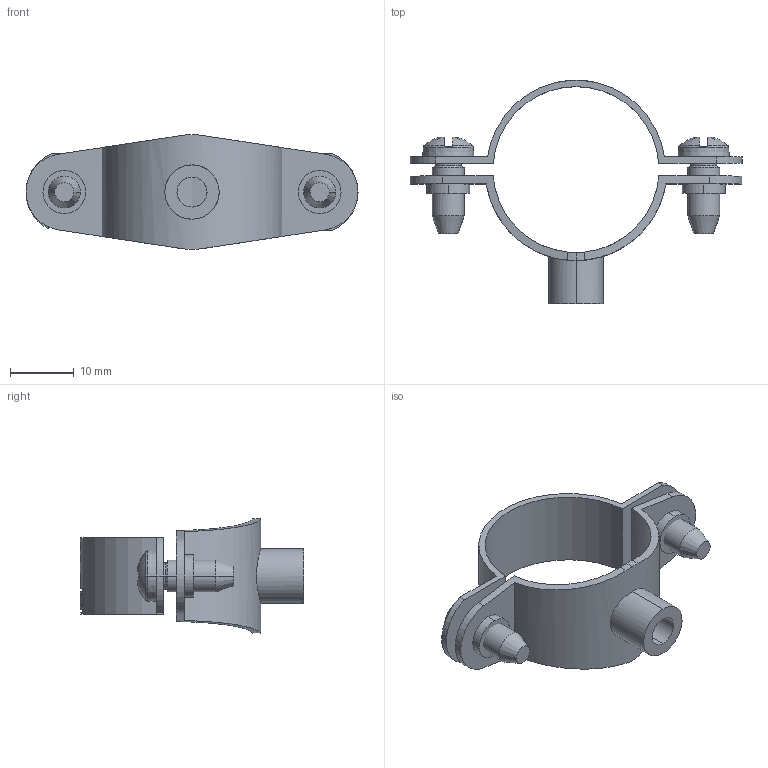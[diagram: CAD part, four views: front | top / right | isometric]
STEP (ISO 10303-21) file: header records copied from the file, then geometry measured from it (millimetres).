
FILE_DESCRIPTION((''),'2;1');
FILE_NAME('1360264_ASM','2014-06-03T',('AndreasKeweloh'),(''),'PRO/ENGINEER BY PARAMETRIC TECHNOLOGY CORPORATION, 2014000','PRO/ENGINEER BY PARAMETRIC TECHNOLOGY CORPORATION, 2014000','');
FILE_SCHEMA(('CONFIG_CONTROL_DESIGN'));
Length unit declared in the file: millimetre
Products named in the file (4): BW001_M5_X_12; BB013-13-02_STANDARD; BB013-13-01_STANDARD; 1360264_ASM
Assembly tree (4 placements, depth 2):
  1360264_ASM
    BW001_M5_X_12  x2
    BB013-13-02_STANDARD
    BB013-13-01_STANDARD
Bounding box: 52 x 35 x 17.99 mm (x, y, z)
Volume: 2681.8 mm3; surface area: 4594.8 mm2
Topology: 4 solids, 4 shells, 338 faces, 892 edges, 578 vertices
Faces by surface type: plane 130, bspline 121, cylinder 50, cone 20, torus 12, sphere 4, extrusion 1
Entity records: 16265 total; most frequent: CARTESIAN_POINT 9802, ORIENTED_EDGE 1512, DIRECTION 998, EDGE_CURVE 756, VERTEX_POINT 497, AXIS2_PLACEMENT_3D 339, VECTOR 320, LINE 319
